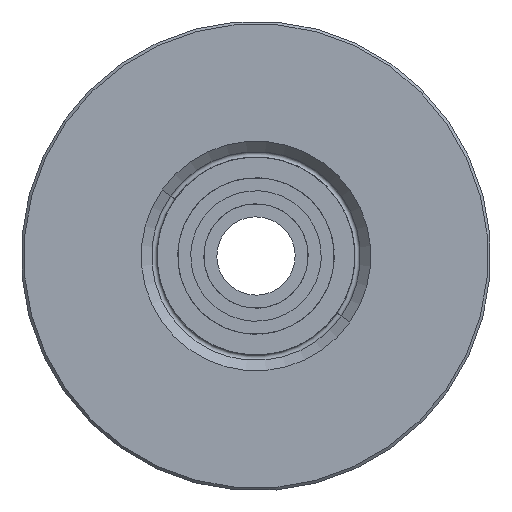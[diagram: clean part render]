
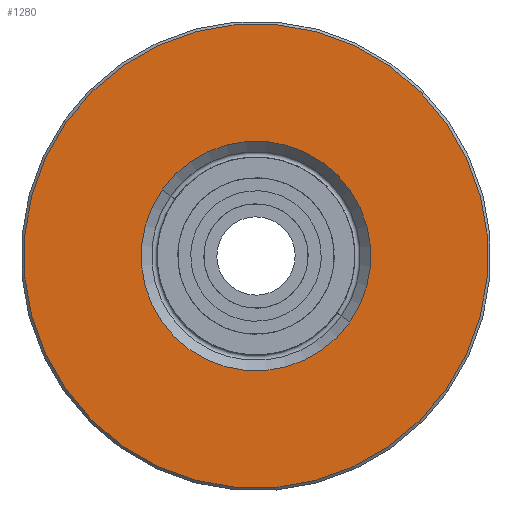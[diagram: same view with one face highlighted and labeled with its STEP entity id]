
A CAD part, front view. The second image highlights one B-rep face of the part: STEP entity #1280.
In plain terms, the highlighted planar face has unit normal (0, -1, 0).
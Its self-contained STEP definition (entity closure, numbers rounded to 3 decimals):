
#347 = FACE_BOUND ( 'NONE', #836, .T. ) ;
#437 = CARTESIAN_POINT ( 'NONE',  ( 0., -4.25, 0. ) ) ;
#615 = ORIENTED_EDGE ( 'NONE', *, *, #5744, .T. ) ;
#643 = DIRECTION ( 'NONE',  ( 0., 1., 0. ) ) ;
#836 = EDGE_LOOP ( 'NONE', ( #3401, #4867 ) ) ;
#912 = AXIS2_PLACEMENT_3D ( 'NONE', #6348, #4879, #6414 ) ;
#994 = EDGE_CURVE ( 'NONE', #6735, #8655, #8285, .T. ) ;
#1138 = VERTEX_POINT ( 'NONE', #3687 ) ;
#1280 = ADVANCED_FACE ( 'NONE', ( #8070, #347 ), #3323, .F. ) ;
#1417 = CIRCLE ( 'NONE', #5209, 4.4 ) ;
#1421 = AXIS2_PLACEMENT_3D ( 'NONE', #8869, #643, #8112 ) ;
#1485 = DIRECTION ( 'NONE',  ( 0., -1., 0. ) ) ;
#1655 = DIRECTION ( 'NONE',  ( 0., 1., 0. ) ) ;
#2574 = CARTESIAN_POINT ( 'NONE',  ( 0., -4.25, 8.9 ) ) ;
#2652 = CARTESIAN_POINT ( 'NONE',  ( 0., -4.25, -8.9 ) ) ;
#2815 = CARTESIAN_POINT ( 'NONE',  ( 0., -4.25, 0. ) ) ;
#2983 = DIRECTION ( 'NONE',  ( 0., 0., 1. ) ) ;
#3323 = PLANE ( 'NONE',  #1421 ) ;
#3401 = ORIENTED_EDGE ( 'NONE', *, *, #8353, .T. ) ;
#3687 = CARTESIAN_POINT ( 'NONE',  ( 0., -4.25, 4.4 ) ) ;
#3954 = AXIS2_PLACEMENT_3D ( 'NONE', #437, #8727, #8048 ) ;
#4671 = VERTEX_POINT ( 'NONE', #6539 ) ;
#4867 = ORIENTED_EDGE ( 'NONE', *, *, #7868, .T. ) ;
#4879 = DIRECTION ( 'NONE',  ( 0., -1., 0. ) ) ;
#5209 = AXIS2_PLACEMENT_3D ( 'NONE', #7179, #1655, #2983 ) ;
#5744 = EDGE_CURVE ( 'NONE', #8655, #6735, #7459, .T. ) ;
#6348 = CARTESIAN_POINT ( 'NONE',  ( 0., -4.25, 0. ) ) ;
#6414 = DIRECTION ( 'NONE',  ( 0., 0., 1. ) ) ;
#6539 = CARTESIAN_POINT ( 'NONE',  ( 0., -4.25, -4.4 ) ) ;
#6735 = VERTEX_POINT ( 'NONE', #2652 ) ;
#6780 = ORIENTED_EDGE ( 'NONE', *, *, #994, .T. ) ;
#7179 = CARTESIAN_POINT ( 'NONE',  ( 0., -4.25, 0. ) ) ;
#7459 = CIRCLE ( 'NONE', #7954, 8.9 ) ;
#7673 = DIRECTION ( 'NONE',  ( 0., 0., 1. ) ) ;
#7868 = EDGE_CURVE ( 'NONE', #1138, #4671, #8627, .T. ) ;
#7954 = AXIS2_PLACEMENT_3D ( 'NONE', #2815, #1485, #7673 ) ;
#7961 = EDGE_LOOP ( 'NONE', ( #615, #6780 ) ) ;
#8048 = DIRECTION ( 'NONE',  ( 0., 0., 1. ) ) ;
#8070 = FACE_OUTER_BOUND ( 'NONE', #7961, .T. ) ;
#8112 = DIRECTION ( 'NONE',  ( 0., 0., 1. ) ) ;
#8285 = CIRCLE ( 'NONE', #912, 8.9 ) ;
#8353 = EDGE_CURVE ( 'NONE', #4671, #1138, #1417, .T. ) ;
#8627 = CIRCLE ( 'NONE', #3954, 4.4 ) ;
#8655 = VERTEX_POINT ( 'NONE', #2574 ) ;
#8727 = DIRECTION ( 'NONE',  ( 0., 1., 0. ) ) ;
#8869 = CARTESIAN_POINT ( 'NONE',  ( 4., -4.25, 0. ) ) ;
